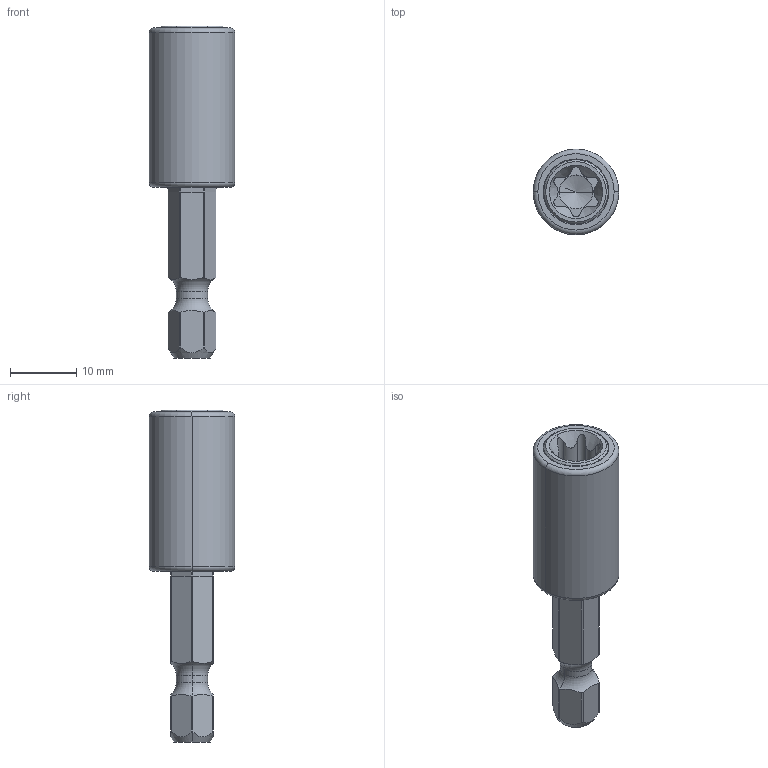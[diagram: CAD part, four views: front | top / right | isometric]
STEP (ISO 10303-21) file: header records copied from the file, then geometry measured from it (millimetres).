
FILE_DESCRIPTION((''),'2;1');
FILE_NAME('4027107308_ASM','2024-01-02T10:00:39',('a00565553'),(''),'CREO PARAMETRIC BY PTC INC, 2022414','CREO PARAMETRIC BY PTC INC, 2022414','');
FILE_SCHEMA(('CONFIG_CONTROL_DESIGN','GEOMETRIC_VALIDATION_PROPERTIES_MIM'));
Length unit declared in the file: millimetre
Products named in the file (3): 4027908261; 4027299027; 4027107308_ASM
Assembly tree (2 placements, depth 2):
  4027107308_ASM
    4027908261
    4027299027
Bounding box: 12.9 x 12.9 x 50 mm (x, y, z)
Volume: 3432.8 mm3; surface area: 3471.7 mm2
Topology: 2 solids, 2 shells, 96 faces, 236 edges, 145 vertices
Faces by surface type: cylinder 48, torus 22, plane 18, cone 8
Entity records: 3551 total; most frequent: CARTESIAN_POINT 949, DIRECTION 498, ORIENTED_EDGE 468, EDGE_CURVE 234, AXIS2_PLACEMENT_3D 215, VERTEX_POINT 145, CIRCLE 114, EDGE_LOOP 101
